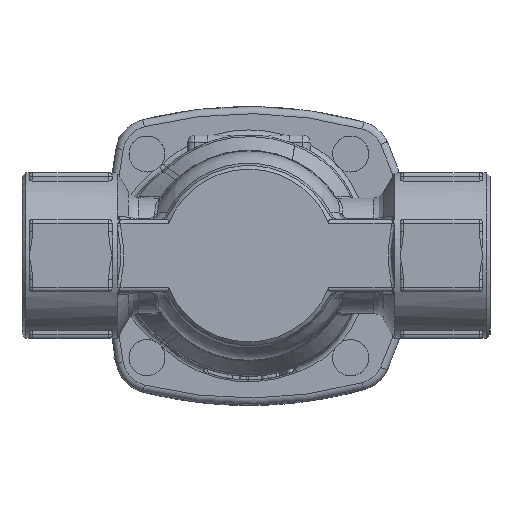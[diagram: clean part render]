
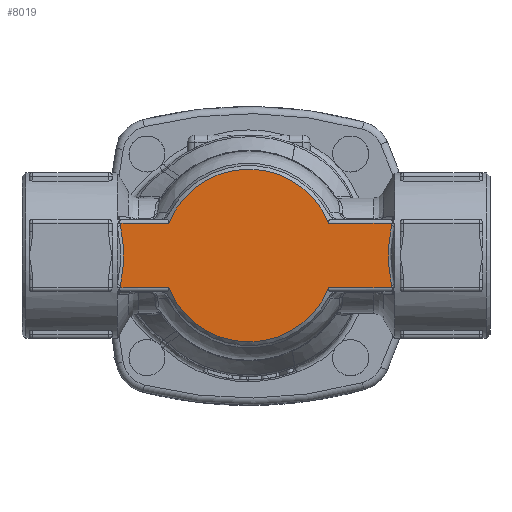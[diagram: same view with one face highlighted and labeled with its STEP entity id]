
A CAD part, top view. The second image highlights one B-rep face of the part: STEP entity #8019.
In plain terms, the highlighted planar face has unit normal (0, 0, 1).
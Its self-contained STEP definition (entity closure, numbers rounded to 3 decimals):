
#1166=CARTESIAN_POINT('',(-35.79,-9.,65.0));
#1167=VERTEX_POINT('',#1166);
#1243=CARTESIAN_POINT('',(-35.634,-8.261,65.0));
#1244=VERTEX_POINT('',#1243);
#1252=CARTESIAN_POINT('',(-35.634,8.261,65.0));
#1253=VERTEX_POINT('',#1252);
#1254=CARTESIAN_POINT('',(-35.634,-8.261,65.0));
#1255=CARTESIAN_POINT('',(-35.319,-6.708,65.0));
#1256=CARTESIAN_POINT('',(-34.959,-4.353,65.));
#1257=CARTESIAN_POINT('',(-34.712,-0.398,65.));
#1258=CARTESIAN_POINT('',(-34.838,3.57,65.));
#1259=CARTESIAN_POINT('',(-35.319,6.708,65.0));
#1260=CARTESIAN_POINT('',(-35.634,8.261,65.0));
#1261=B_SPLINE_CURVE_WITH_KNOTS('',3,(#1254,#1255,#1256,#1257,#1258,#1259,#1260),.UNSPECIFIED.,.F.,.U.,(4,1,1,1,4),(0.075,0.551,0.788,1.264,1.739),.UNSPECIFIED.);
#1262=EDGE_CURVE('',#1244,#1253,#1261,.T.);
#1325=CARTESIAN_POINT('',(-35.79,-9.,65.));
#1326=CARTESIAN_POINT('',(-35.736,-8.754,65.));
#1327=CARTESIAN_POINT('',(-35.684,-8.508,65.0));
#1328=CARTESIAN_POINT('',(-35.634,-8.261,65.));
#1329=B_SPLINE_CURVE_WITH_KNOTS('',3,(#1325,#1326,#1327,#1328),.UNSPECIFIED.,.F.,.U.,(4,4),(0.,0.075),.UNSPECIFIED.);
#1330=EDGE_CURVE('',#1167,#1244,#1329,.T.);
#1377=CARTESIAN_POINT('',(-35.79,9.,65.0));
#1378=VERTEX_POINT('',#1377);
#1379=CARTESIAN_POINT('',(-35.634,8.261,65.0));
#1380=CARTESIAN_POINT('',(-35.684,8.508,65.0));
#1381=CARTESIAN_POINT('',(-35.736,8.754,65.0));
#1382=CARTESIAN_POINT('',(-35.79,9.,65.0));
#1383=B_SPLINE_CURVE_WITH_KNOTS('',3,(#1379,#1380,#1381,#1382),.UNSPECIFIED.,.F.,.U.,(4,4),(0.,0.075),.UNSPECIFIED.);
#1384=EDGE_CURVE('',#1253,#1378,#1383,.T.);
#4362=CARTESIAN_POINT('',(39.634,8.261,65.0));
#4363=VERTEX_POINT('',#4362);
#4371=CARTESIAN_POINT('',(39.634,-8.261,65.0));
#4372=VERTEX_POINT('',#4371);
#4373=CARTESIAN_POINT('',(39.634,8.261,65.0));
#4374=CARTESIAN_POINT('',(39.319,6.707,65.0));
#4375=CARTESIAN_POINT('',(38.959,4.354,65.));
#4376=CARTESIAN_POINT('',(38.712,0.398,65.));
#4377=CARTESIAN_POINT('',(38.838,-3.569,65.));
#4378=CARTESIAN_POINT('',(39.319,-6.707,65.0));
#4379=CARTESIAN_POINT('',(39.634,-8.261,65.0));
#4380=B_SPLINE_CURVE_WITH_KNOTS('',3,(#4373,#4374,#4375,#4376,#4377,#4378,#4379),.UNSPECIFIED.,.F.,.U.,(4,1,1,1,4),(-2.381,-1.906,-1.668,-1.193,-0.717),.UNSPECIFIED.);
#4381=EDGE_CURVE('',#4363,#4372,#4380,.T.);
#4443=CARTESIAN_POINT('',(39.79,9.,65.0));
#4444=VERTEX_POINT('',#4443);
#4452=CARTESIAN_POINT('',(39.79,9.,65.0));
#4453=CARTESIAN_POINT('',(39.736,8.754,65.0));
#4454=CARTESIAN_POINT('',(39.684,8.508,65.0));
#4455=CARTESIAN_POINT('',(39.634,8.261,65.0));
#4456=B_SPLINE_CURVE_WITH_KNOTS('',3,(#4452,#4453,#4454,#4455),.UNSPECIFIED.,.F.,.U.,(4,4),(-2.456,-2.381),.UNSPECIFIED.);
#4457=EDGE_CURVE('',#4444,#4363,#4456,.T.);
#4504=CARTESIAN_POINT('',(39.79,-9.,65.0));
#4505=VERTEX_POINT('',#4504);
#4506=CARTESIAN_POINT('',(39.634,-8.261,65.0));
#4507=CARTESIAN_POINT('',(39.684,-8.508,65.0));
#4508=CARTESIAN_POINT('',(39.736,-8.754,65.0));
#4509=CARTESIAN_POINT('',(39.79,-9.,65.0));
#4510=B_SPLINE_CURVE_WITH_KNOTS('',3,(#4506,#4507,#4508,#4509),.UNSPECIFIED.,.F.,.U.,(4,4),(2.377,2.452),.UNSPECIFIED.);
#4511=EDGE_CURVE('',#4372,#4505,#4510,.T.);
#7936=CARTESIAN_POINT('',(22.249,-9.,65.0));
#7937=VERTEX_POINT('',#7936);
#7938=CARTESIAN_POINT('',(39.79,-9.,65.0));
#7939=DIRECTION('',(-1.0,0.,0.0));
#7940=VECTOR('',#7939,17.541);
#7941=LINE('',#7938,#7940);
#7942=EDGE_CURVE('',#4505,#7937,#7941,.T.);
#7967=CARTESIAN_POINT('',(-12.5,0.0,65.0));
#7968=DIRECTION('',(0.0,0.0,1.0));
#7969=DIRECTION('',(1.0,0.0,0.0));
#7970=AXIS2_PLACEMENT_3D('',#7967,#7968,#7969);
#7971=PLANE('',#7970);
#7972=ORIENTED_EDGE('',*,*,#1330,.F.);
#7973=CARTESIAN_POINT('',(-22.249,-9.,65.0));
#7974=VERTEX_POINT('',#7973);
#7975=CARTESIAN_POINT('',(-22.249,-9.,65.0));
#7976=DIRECTION('',(-1.0,0.,0.0));
#7977=VECTOR('',#7976,13.541);
#7978=LINE('',#7975,#7977);
#7979=EDGE_CURVE('',#7974,#1167,#7978,.T.);
#7980=ORIENTED_EDGE('',*,*,#7979,.F.);
#7981=CARTESIAN_POINT('',(0.,0.0,65.0));
#7982=DIRECTION('',(0.0,0.0,-1.0));
#7983=DIRECTION('',(-1.0,0.0,0.0));
#7984=AXIS2_PLACEMENT_3D('',#7981,#7982,#7983);
#7985=CIRCLE('',#7984,24.0);
#7986=EDGE_CURVE('',#7937,#7974,#7985,.T.);
#7987=ORIENTED_EDGE('',*,*,#7986,.F.);
#7988=ORIENTED_EDGE('',*,*,#7942,.F.);
#7989=ORIENTED_EDGE('',*,*,#4511,.F.);
#7990=ORIENTED_EDGE('',*,*,#4381,.F.);
#7991=ORIENTED_EDGE('',*,*,#4457,.F.);
#7992=CARTESIAN_POINT('',(22.249,9.,65.0));
#7993=VERTEX_POINT('',#7992);
#7994=CARTESIAN_POINT('',(22.249,9.,65.0));
#7995=DIRECTION('',(1.0,0.,0.0));
#7996=VECTOR('',#7995,17.541);
#7997=LINE('',#7994,#7996);
#7998=EDGE_CURVE('',#7993,#4444,#7997,.T.);
#7999=ORIENTED_EDGE('',*,*,#7998,.F.);
#8000=CARTESIAN_POINT('',(-22.249,9.,65.0));
#8001=VERTEX_POINT('',#8000);
#8002=CARTESIAN_POINT('',(0.,0.0,65.0));
#8003=DIRECTION('',(0.0,0.0,-1.0));
#8004=DIRECTION('',(-1.0,0.0,0.0));
#8005=AXIS2_PLACEMENT_3D('',#8002,#8003,#8004);
#8006=CIRCLE('',#8005,24.0);
#8007=EDGE_CURVE('',#8001,#7993,#8006,.T.);
#8008=ORIENTED_EDGE('',*,*,#8007,.F.);
#8009=CARTESIAN_POINT('',(-35.79,9.,65.0));
#8010=DIRECTION('',(1.0,0.,0.0));
#8011=VECTOR('',#8010,13.541);
#8012=LINE('',#8009,#8011);
#8013=EDGE_CURVE('',#1378,#8001,#8012,.T.);
#8014=ORIENTED_EDGE('',*,*,#8013,.F.);
#8015=ORIENTED_EDGE('',*,*,#1384,.F.);
#8016=ORIENTED_EDGE('',*,*,#1262,.F.);
#8017=EDGE_LOOP('',(#7972,#7980,#7987,#7988,#7989,#7990,#7991,#7999,#8008,#8014,#8015,#8016));
#8018=FACE_OUTER_BOUND('',#8017,.T.);
#8019=ADVANCED_FACE('',(#8018),#7971,.T.);
